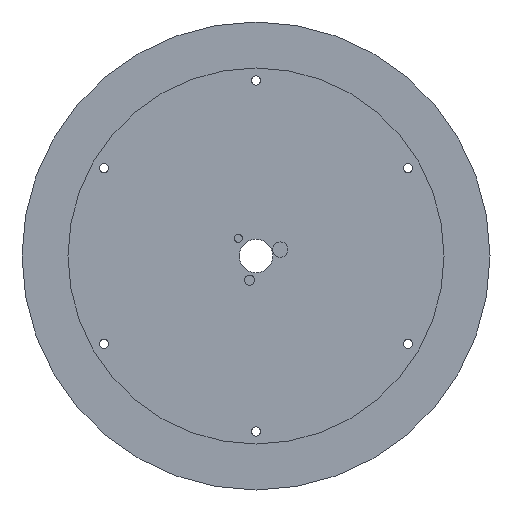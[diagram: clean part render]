
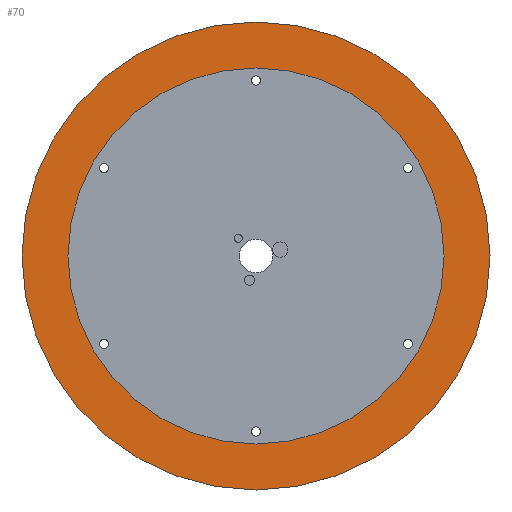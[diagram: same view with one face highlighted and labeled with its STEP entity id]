
A CAD part, front view. The second image highlights one B-rep face of the part: STEP entity #70.
In plain terms, the highlighted planar face has unit normal (0, -1, 0).
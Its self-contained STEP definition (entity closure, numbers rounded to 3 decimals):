
#68 = CARTESIAN_POINT ( 'NONE',  ( 0., 0., -140. ) ) ;
#70 = ADVANCED_FACE ( 'NONE', ( #899, #1436 ), #209, .F. ) ;
#72 = CIRCLE ( 'NONE', #1064, 112.5 ) ;
#161 = EDGE_LOOP ( 'NONE', ( #772, #737 ) ) ;
#170 = VERTEX_POINT ( 'NONE', #1591 ) ;
#209 = PLANE ( 'NONE',  #750 ) ;
#260 = CARTESIAN_POINT ( 'NONE',  ( 0., 0., 140. ) ) ;
#452 = EDGE_CURVE ( 'NONE', #1650, #170, #72, .T. ) ;
#460 = EDGE_CURVE ( 'NONE', #170, #1650, #547, .T. ) ;
#478 = CARTESIAN_POINT ( 'NONE',  ( 0., 0., 0. ) ) ;
#505 = DIRECTION ( 'NONE',  ( 0., 0., 1. ) ) ;
#547 = CIRCLE ( 'NONE', #687, 112.5 ) ;
#549 = DIRECTION ( 'NONE',  ( 0., 0., -1. ) ) ;
#552 = CIRCLE ( 'NONE', #581, 140. ) ;
#568 = DIRECTION ( 'NONE',  ( 0., 0., -1. ) ) ;
#581 = AXIS2_PLACEMENT_3D ( 'NONE', #1312, #1169, #591 ) ;
#591 = DIRECTION ( 'NONE',  ( 0., 0., 1. ) ) ;
#592 = ORIENTED_EDGE ( 'NONE', *, *, #1744, .F. ) ;
#687 = AXIS2_PLACEMENT_3D ( 'NONE', #1097, #1387, #568 ) ;
#696 = VERTEX_POINT ( 'NONE', #260 ) ;
#737 = ORIENTED_EDGE ( 'NONE', *, *, #460, .F. ) ;
#750 = AXIS2_PLACEMENT_3D ( 'NONE', #1446, #1290, #1697 ) ;
#772 = ORIENTED_EDGE ( 'NONE', *, *, #452, .F. ) ;
#836 = CARTESIAN_POINT ( 'NONE',  ( 0., 0., 0. ) ) ;
#898 = DIRECTION ( 'NONE',  ( 0., 1., 0. ) ) ;
#899 = FACE_BOUND ( 'NONE', #161, .T. ) ;
#1014 = EDGE_CURVE ( 'NONE', #696, #1691, #552, .T. ) ;
#1064 = AXIS2_PLACEMENT_3D ( 'NONE', #836, #1279, #549 ) ;
#1097 = CARTESIAN_POINT ( 'NONE',  ( 0., 0., 0. ) ) ;
#1130 = AXIS2_PLACEMENT_3D ( 'NONE', #478, #898, #505 ) ;
#1169 = DIRECTION ( 'NONE',  ( 0., 1., 0. ) ) ;
#1205 = EDGE_LOOP ( 'NONE', ( #592, #1577 ) ) ;
#1272 = CARTESIAN_POINT ( 'NONE',  ( 0., 0., -112.5 ) ) ;
#1279 = DIRECTION ( 'NONE',  ( 0., -1., 0. ) ) ;
#1290 = DIRECTION ( 'NONE',  ( 0., 1., 0. ) ) ;
#1312 = CARTESIAN_POINT ( 'NONE',  ( 0., 0., 0. ) ) ;
#1387 = DIRECTION ( 'NONE',  ( 0., -1., 0. ) ) ;
#1436 = FACE_OUTER_BOUND ( 'NONE', #1205, .T. ) ;
#1446 = CARTESIAN_POINT ( 'NONE',  ( 0., 0., 0. ) ) ;
#1577 = ORIENTED_EDGE ( 'NONE', *, *, #1014, .F. ) ;
#1586 = CIRCLE ( 'NONE', #1130, 140. ) ;
#1591 = CARTESIAN_POINT ( 'NONE',  ( 0., 0., 112.5 ) ) ;
#1650 = VERTEX_POINT ( 'NONE', #1272 ) ;
#1691 = VERTEX_POINT ( 'NONE', #68 ) ;
#1697 = DIRECTION ( 'NONE',  ( 0., 0., 1. ) ) ;
#1744 = EDGE_CURVE ( 'NONE', #1691, #696, #1586, .T. ) ;
